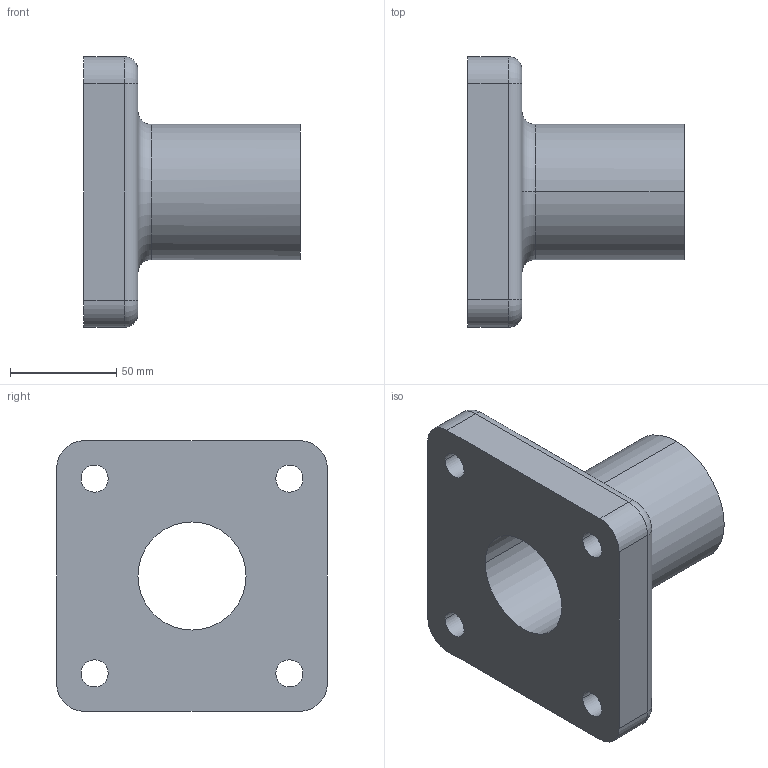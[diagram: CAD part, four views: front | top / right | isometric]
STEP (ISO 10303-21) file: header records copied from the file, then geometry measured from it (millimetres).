
FILE_DESCRIPTION(('produced by SPATIAL CORP'),'2;1');
FILE_NAME( 'dp-bracket.prt.hh.sat.stp','2002-04-19T13:18:20+00:00',('SPATIAL CORP'),( 'SPATIAL CORP'),'ACIS STEP Husk','http://www.spatial.com', 'SPATIAL CORP');
FILE_SCHEMA(('CONFIG_CONTROL_DESIGN'));
Length unit declared in the file: millimetre
Products named in the file (1): PRODUCT_ID_1
Bounding box: 101.6 x 127 x 127 mm (x, y, z)
Volume: 423267.5 mm3; surface area: 73269.5 mm2
Topology: 1 solids, 1 shells, 47 faces, 110 edges, 70 vertices
Faces by surface type: cylinder 28, plane 11, torus 8
Entity records: 1404 total; most frequent: DIRECTION 244, ORIENTED_EDGE 220, CARTESIAN_POINT 212, EDGE_CURVE 110, AXIS2_PLACEMENT_3D 102, VERTEX_POINT 70, CIRCLE 68, EDGE_LOOP 62
